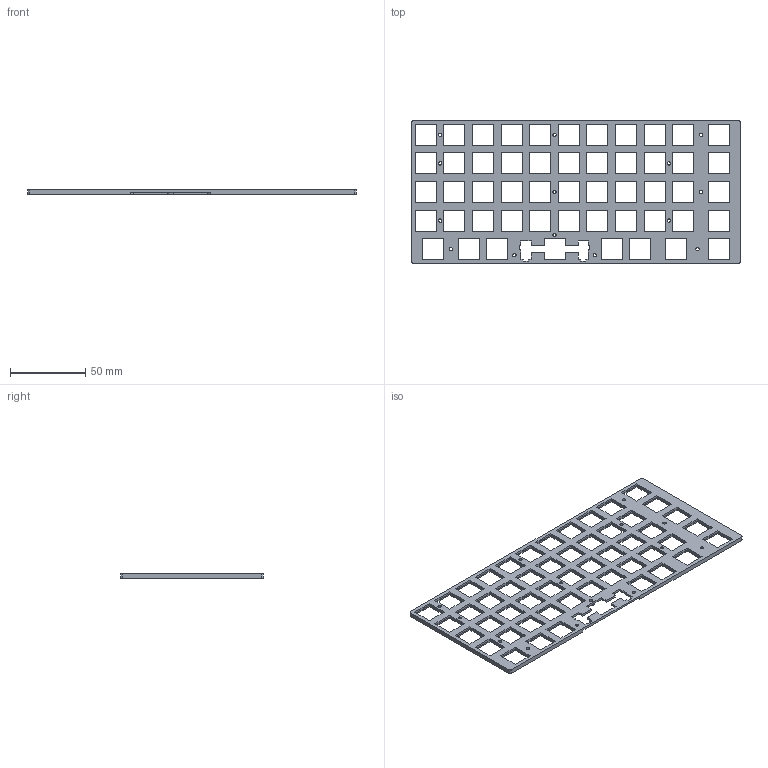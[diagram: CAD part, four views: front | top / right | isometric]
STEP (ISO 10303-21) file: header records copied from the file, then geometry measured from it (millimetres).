
FILE_DESCRIPTION(('HOOPS Exchange Step'),'2;1');
FILE_NAME('temp_export','2023-06-14T15:40:10-04:00',('jscotto'),('Shapr3D Limited'),'HOOPS Exchange 2022.2','Shapr3D','Authorized');
FILE_SCHEMA( ('AUTOMOTIVE_DESIGN { 1 0 10303 214 1 1 1 1 }') );
Length unit declared in the file: millimetre
Products named in the file (1): Plate
Bounding box: 219.07 x 95.25 x 3 mm (x, y, z)
Volume: 28054.6 mm3; surface area: 32070.9 mm2
Topology: 1 solids, 1 shells, 530 faces, 1448 edges, 971 vertices
Faces by surface type: plane 508, cylinder 22
Full cylindrical faces by diameter (mm): 2.2 x14
Entity records: 16777 total; most frequent: CARTESIAN_POINT 2950, ORIENTED_EDGE 2896, DIRECTION 2571, EDGE_CURVE 1448, VECTOR 1387, LINE 1387, VERTEX_POINT 971, EDGE_LOOP 713
